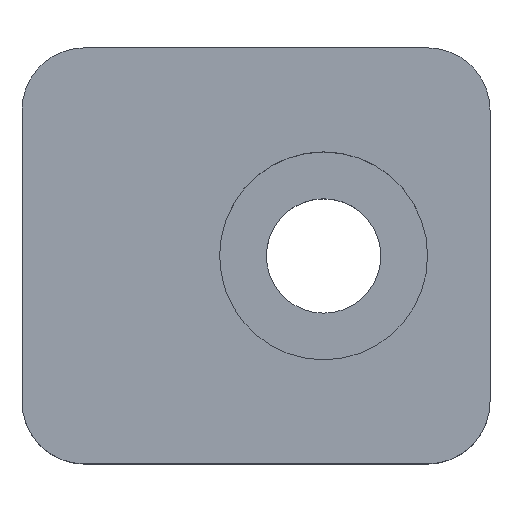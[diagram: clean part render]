
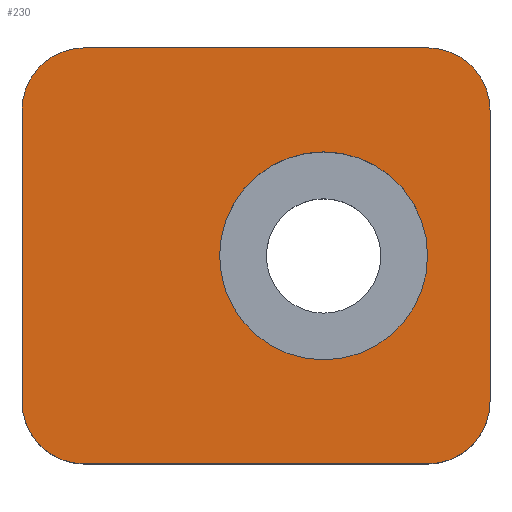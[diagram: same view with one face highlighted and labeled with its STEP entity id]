
A CAD part, top view. The second image highlights one B-rep face of the part: STEP entity #230.
In plain terms, the highlighted planar face has unit normal (0, 0, 1).
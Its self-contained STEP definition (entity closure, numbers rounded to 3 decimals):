
#17=FACE_BOUND('',#53,.T.);
#24=PLANE('',#278);
#37=FACE_OUTER_BOUND('',#52,.T.);
#52=EDGE_LOOP('',(#203,#204,#205,#206,#207,#208,#209,#210));
#53=EDGE_LOOP('',(#211));
#60=LINE('',#377,#78);
#66=LINE('',#392,#84);
#70=LINE('',#409,#88);
#71=LINE('',#411,#89);
#78=VECTOR('',#305,10.);
#84=VECTOR('',#321,10.);
#88=VECTOR('',#343,10.);
#89=VECTOR('',#346,10.);
#90=CIRCLE('',#255,3.);
#96=CIRCLE('',#264,3.);
#97=CIRCLE('',#266,3.);
#98=CIRCLE('',#269,3.);
#99=CIRCLE('',#271,5.);
#102=VERTEX_POINT('',#351);
#103=VERTEX_POINT('',#352);
#113=VERTEX_POINT('',#376);
#114=VERTEX_POINT('',#380);
#115=VERTEX_POINT('',#384);
#116=VERTEX_POINT('',#385);
#117=VERTEX_POINT('',#390);
#118=VERTEX_POINT('',#394);
#119=VERTEX_POINT('',#398);
#122=EDGE_CURVE('',#102,#103,#90,.T.);
#134=EDGE_CURVE('',#113,#103,#60,.T.);
#136=EDGE_CURVE('',#113,#114,#96,.T.);
#138=EDGE_CURVE('',#115,#116,#97,.T.);
#142=EDGE_CURVE('',#115,#117,#66,.T.);
#143=EDGE_CURVE('',#118,#117,#98,.T.);
#145=EDGE_CURVE('',#119,#119,#99,.T.);
#150=EDGE_CURVE('',#118,#114,#70,.T.);
#151=EDGE_CURVE('',#102,#116,#71,.T.);
#203=ORIENTED_EDGE('',*,*,#122,.F.);
#204=ORIENTED_EDGE('',*,*,#151,.T.);
#205=ORIENTED_EDGE('',*,*,#138,.F.);
#206=ORIENTED_EDGE('',*,*,#142,.T.);
#207=ORIENTED_EDGE('',*,*,#143,.F.);
#208=ORIENTED_EDGE('',*,*,#150,.T.);
#209=ORIENTED_EDGE('',*,*,#136,.F.);
#210=ORIENTED_EDGE('',*,*,#134,.T.);
#211=ORIENTED_EDGE('',*,*,#145,.T.);
#230=ADVANCED_FACE('',(#37,#17),#24,.T.);
#255=AXIS2_PLACEMENT_3D('',#353,#283,#284);
#264=AXIS2_PLACEMENT_3D('',#381,#309,#310);
#266=AXIS2_PLACEMENT_3D('',#386,#314,#315);
#269=AXIS2_PLACEMENT_3D('',#395,#324,#325);
#271=AXIS2_PLACEMENT_3D('',#399,#329,#330);
#278=AXIS2_PLACEMENT_3D('',#412,#347,#348);
#283=DIRECTION('center_axis',(0.,0.,-1.));
#284=DIRECTION('ref_axis',(0.707,0.707,0.));
#305=DIRECTION('',(0.,1.,0.));
#309=DIRECTION('center_axis',(0.,0.,-1.));
#310=DIRECTION('ref_axis',(0.707,-0.707,0.));
#314=DIRECTION('center_axis',(0.,0.,-1.));
#315=DIRECTION('ref_axis',(-0.707,0.707,0.));
#321=DIRECTION('',(0.,-1.,0.));
#324=DIRECTION('center_axis',(0.,0.,-1.));
#325=DIRECTION('ref_axis',(-0.707,-0.707,0.));
#329=DIRECTION('center_axis',(0.,0.,-1.));
#330=DIRECTION('ref_axis',(1.,0.,0.));
#343=DIRECTION('',(1.,0.,0.));
#346=DIRECTION('',(-1.,0.,0.));
#347=DIRECTION('center_axis',(0.,0.,1.));
#348=DIRECTION('ref_axis',(1.,0.,0.));
#351=CARTESIAN_POINT('',(-456.25,6.87,8.5));
#352=CARTESIAN_POINT('',(-453.25,3.87,8.5));
#353=CARTESIAN_POINT('Origin',(-456.25,3.87,8.5));
#376=CARTESIAN_POINT('',(-453.25,-10.13,8.5));
#377=CARTESIAN_POINT('',(-453.25,-13.13,8.5));
#380=CARTESIAN_POINT('',(-456.25,-13.13,8.5));
#381=CARTESIAN_POINT('Origin',(-456.25,-10.13,8.5));
#384=CARTESIAN_POINT('',(-475.75,3.87,8.5));
#385=CARTESIAN_POINT('',(-472.75,6.87,8.5));
#386=CARTESIAN_POINT('Origin',(-472.75,3.87,8.5));
#390=CARTESIAN_POINT('',(-475.75,-10.13,8.5));
#392=CARTESIAN_POINT('',(-475.75,6.87,8.5));
#394=CARTESIAN_POINT('',(-472.75,-13.13,8.5));
#395=CARTESIAN_POINT('Origin',(-472.75,-10.13,8.5));
#398=CARTESIAN_POINT('',(-466.25,-3.13,8.5));
#399=CARTESIAN_POINT('Origin',(-461.25,-3.13,8.5));
#409=CARTESIAN_POINT('',(-475.75,-13.13,8.5));
#411=CARTESIAN_POINT('',(-453.25,6.87,8.5));
#412=CARTESIAN_POINT('Origin',(-464.5,-3.13,8.5));
